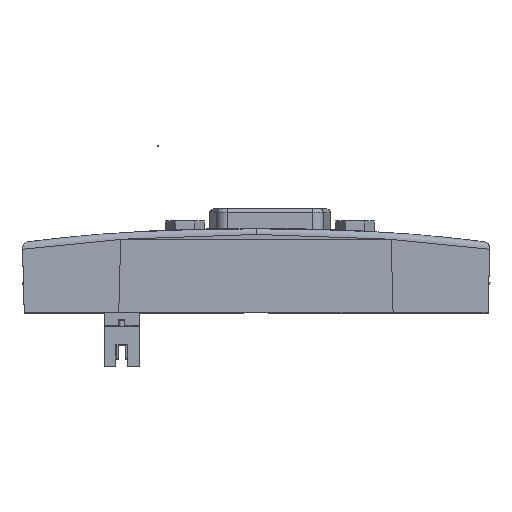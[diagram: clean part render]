
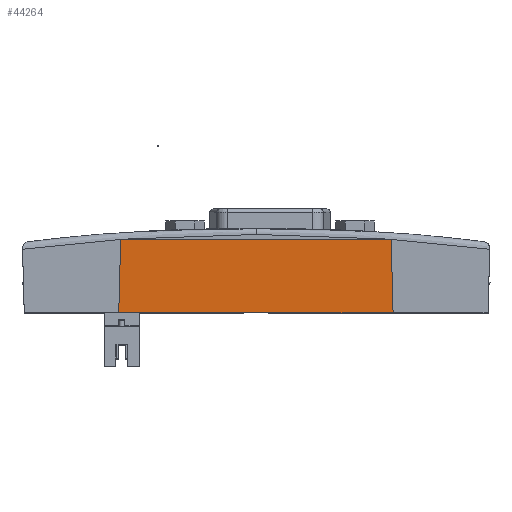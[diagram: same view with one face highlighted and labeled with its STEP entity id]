
A CAD part, top view. The second image highlights one B-rep face of the part: STEP entity #44264.
In plain terms, the highlighted planar face has unit normal (0, -0.026, 1).
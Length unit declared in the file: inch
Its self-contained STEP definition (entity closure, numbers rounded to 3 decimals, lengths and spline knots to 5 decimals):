
#6 = VECTOR ( 'NONE', #21772, 39.37008 ) ;
#1319 = AXIS2_PLACEMENT_3D ( 'NONE', #60927, #56797, #32675 ) ;
#4172 = LINE ( 'NONE', #9925, #59206 ) ;
#7067 = CARTESIAN_POINT ( 'NONE',  ( -0.81977, 0.41728, 0.38111 ) ) ;
#9342 = ORIENTED_EDGE ( 'NONE', *, *, #59990, .F. ) ;
#9925 = CARTESIAN_POINT ( 'NONE',  ( -0.81977, 0.41728, 0.38111 ) ) ;
#13770 = VERTEX_POINT ( 'NONE', #51204 ) ;
#15023 = EDGE_CURVE ( 'NONE', #13770, #49673, #52310, .T. ) ;
#21772 = DIRECTION ( 'NONE',  ( 1., 0., 0. ) ) ;
#21984 = DIRECTION ( 'NONE',  ( 0.026, -0.999, -0.026 ) ) ;
#26115 = FACE_OUTER_BOUND ( 'NONE', #47565, .T. ) ;
#26292 = CARTESIAN_POINT ( 'NONE',  ( 0.78306, 0.85035, 0.39245 ) ) ;
#28216 = VECTOR ( 'NONE', #21984, 39.37008 ) ;
#32675 = DIRECTION ( 'NONE',  ( 0., 1., 0.026 ) ) ;
#33671 = VECTOR ( 'NONE', #52410, 39.37008 ) ;
#33972 = VERTEX_POINT ( 'NONE', #36747 ) ;
#36344 = LINE ( 'NONE', #26292, #28216 ) ;
#36747 = CARTESIAN_POINT ( 'NONE',  ( 0.78306, 0.85035, 0.39245 ) ) ;
#37119 = ORIENTED_EDGE ( 'NONE', *, *, #59947, .F. ) ;
#41131 = VERTEX_POINT ( 'NONE', #47291 ) ;
#42407 = PLANE ( 'NONE',  #1319 ) ;
#44264 = ADVANCED_FACE ( 'NONE', ( #26115 ), #42407, .F. ) ;
#44550 = DIRECTION ( 'NONE',  ( 0.026, 0.999, 0.026 ) ) ;
#47291 = CARTESIAN_POINT ( 'NONE',  ( -0.80843, 0.85035, 0.39245 ) ) ;
#47526 = LINE ( 'NONE', #60160, #6 ) ;
#47565 = EDGE_LOOP ( 'NONE', ( #37119, #9342, #53002, #53651 ) ) ;
#49673 = VERTEX_POINT ( 'NONE', #7067 ) ;
#51204 = CARTESIAN_POINT ( 'NONE',  ( 0.7944, 0.41728, 0.38111 ) ) ;
#51793 = CARTESIAN_POINT ( 'NONE',  ( -0.01154, 0.41728, 0.38111 ) ) ;
#52153 = EDGE_CURVE ( 'NONE', #49673, #41131, #4172, .T. ) ;
#52310 = LINE ( 'NONE', #51793, #33671 ) ;
#52410 = DIRECTION ( 'NONE',  ( -1., 0., 0. ) ) ;
#53002 = ORIENTED_EDGE ( 'NONE', *, *, #52153, .F. ) ;
#53651 = ORIENTED_EDGE ( 'NONE', *, *, #15023, .F. ) ;
#56797 = DIRECTION ( 'NONE',  ( 0., 0.026, -1. ) ) ;
#59206 = VECTOR ( 'NONE', #44550, 39.37008 ) ;
#59947 = EDGE_CURVE ( 'NONE', #33972, #13770, #36344, .T. ) ;
#59990 = EDGE_CURVE ( 'NONE', #41131, #33972, #47526, .T. ) ;
#60160 = CARTESIAN_POINT ( 'NONE',  ( -0.81977, 0.85035, 0.39245 ) ) ;
#60927 = CARTESIAN_POINT ( 'NONE',  ( -0.81977, 0.41728, 0.38111 ) ) ;
